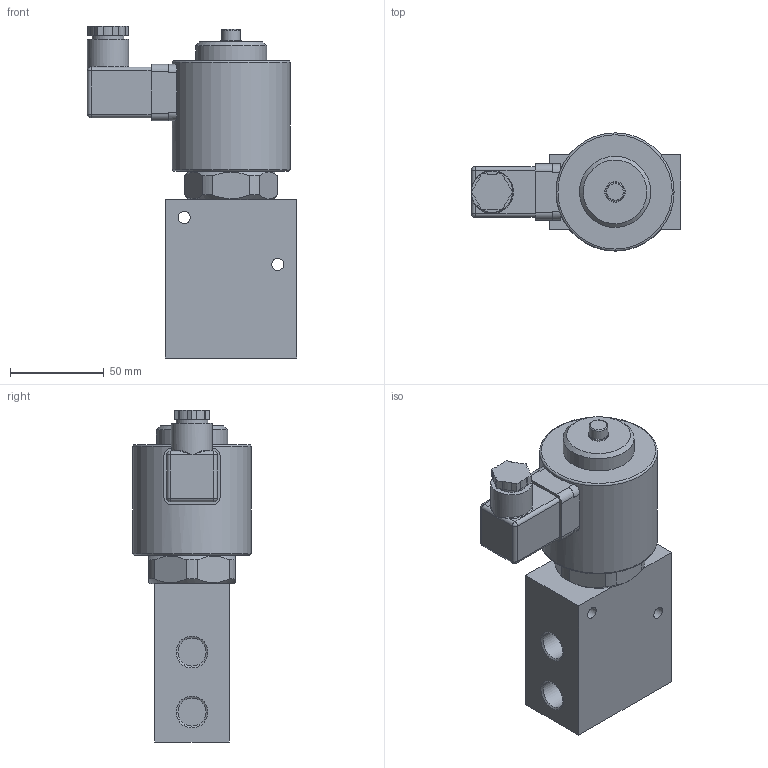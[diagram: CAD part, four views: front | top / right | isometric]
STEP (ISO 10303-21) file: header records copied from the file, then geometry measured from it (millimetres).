
FILE_DESCRIPTION(/* description */ ('Stp-Datei'),/* implementation_level */ '2;1');
FILE_NAME(/* name */ '073.000553.stp',/* time_stamp */ '2018-10-18T12:04:44+02:00',/* author */ ('EFast'),/* organization */ (''),/* preprocessor_version */ 'ST-DEVELOPER v16.1',/* originating_system */ 'Autodesk Inventor 2016',/* authorisation */ '');
FILE_SCHEMA (('AUTOMOTIVE_DESIGN { 1 0 10303 214 3 1 1 }'));
Length unit declared in the file: millimetre
Products named in the file (1): 88-003816
Bounding box: 111.7 x 63 x 177.2 mm (x, y, z)
Volume: 493223 mm3; surface area: 52611.3 mm2
Topology: 1 solids, 1 shells, 124 faces, 313 edges, 195 vertices
Faces by surface type: plane 68, cylinder 40, cone 6, torus 4, sphere 4, bspline 2
Full cylindrical faces by diameter (mm): 6.5 x2, 10 x1, 11 x1, 14.95 x3, 17 x1, 22 x1, 37.968 x1, 63 x1
Entity records: 3632 total; most frequent: CARTESIAN_POINT 762, DIRECTION 602, ORIENTED_EDGE 558, EDGE_CURVE 279, AXIS2_PLACEMENT_3D 220, VERTEX_POINT 188, LINE 162, VECTOR 162
